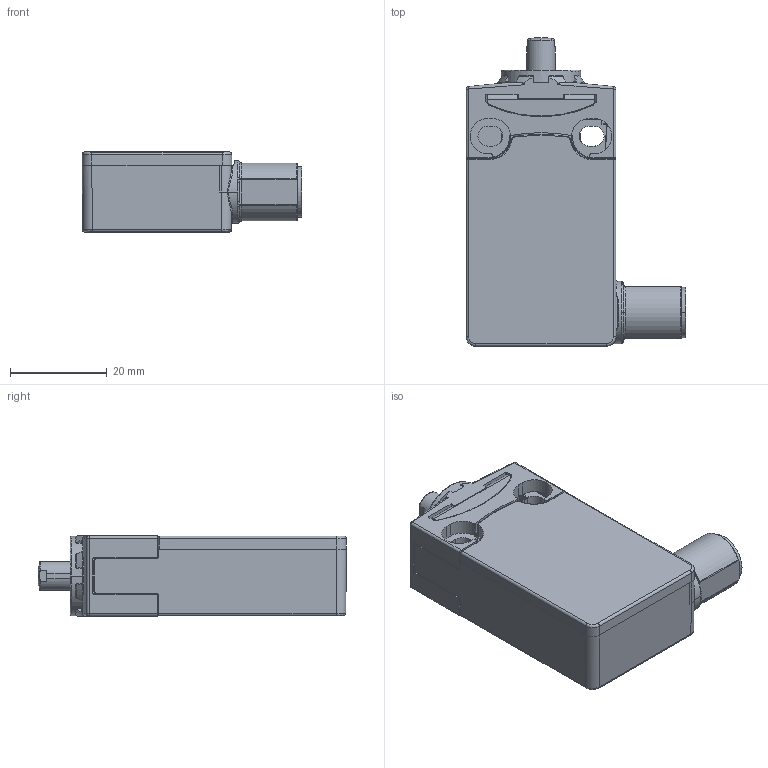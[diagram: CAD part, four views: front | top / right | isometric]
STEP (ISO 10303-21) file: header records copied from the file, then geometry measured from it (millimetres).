
FILE_DESCRIPTION (( 'STEP AP203' ), '1' );
FILE_NAME ('PS116T11-STRS200_Default.step', '2022-10-27T18:29:19', ( 'Windows User' ), ( 'AUTOMATION DIRECT' ), 'SwSTEP 2.0', 'SolidWorks 2021', '' );
FILE_SCHEMA (( 'CONFIG_CONTROL_DESIGN' ));
Length unit declared in the file: inch
Products named in the file (1): PS116T11-STRS200_Default
Bounding box: 45.5 x 63.94 x 16.6 mm (x, y, z)
Volume: 28104.8 mm3; surface area: 10762.6 mm2
Topology: 1 solids, 1 shells, 875 faces, 2331 edges, 1418 vertices
Faces by surface type: cylinder 380, plane 270, bspline 205, cone 20
Entity records: 34665 total; most frequent: CARTESIAN_POINT 14558, ORIENTED_EDGE 4586, DIRECTION 3784, EDGE_CURVE 2293, VERTEX_POINT 1418, AXIS2_PLACEMENT_3D 1379, LINE 1026, VECTOR 1026
